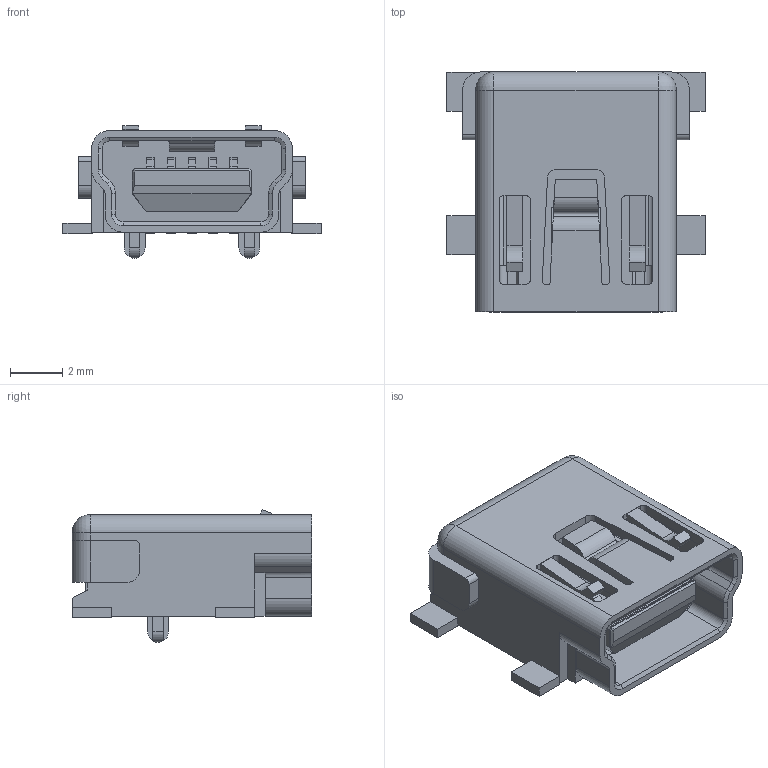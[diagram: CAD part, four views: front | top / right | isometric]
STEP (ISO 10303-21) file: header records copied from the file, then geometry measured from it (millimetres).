
FILE_DESCRIPTION((''),'2;1');
FILE_NAME('TYCO_1734035-1.stp','2011-05-02T12:14:39',(''),(''),'Mechanical Desktop 2011','Mechanical Desktop 2011',', , ');
FILE_SCHEMA(('AUTOMOTIVE_DESIGN { 1 2 10303 214 1 1 1 1 }'));
Length unit declared in the file: millimetre
Products named in the file (1): Product
Bounding box: 9.9 x 9.2 x 5.09 mm (x, y, z)
Volume: 184.3 mm3; surface area: 514.4 mm2
Topology: 32 solids, 32 shells, 378 faces, 896 edges, 579 vertices
Faces by surface type: plane 230, cylinder 75, bspline 63, cone 8, sphere 2
Entity records: 11843 total; most frequent: CARTESIAN_POINT 3178, ORIENTED_EDGE 1780, DIRECTION 1666, EDGE_CURVE 890, VECTOR 696, LINE 696, VERTEX_POINT 577, AXIS2_PLACEMENT_3D 485
